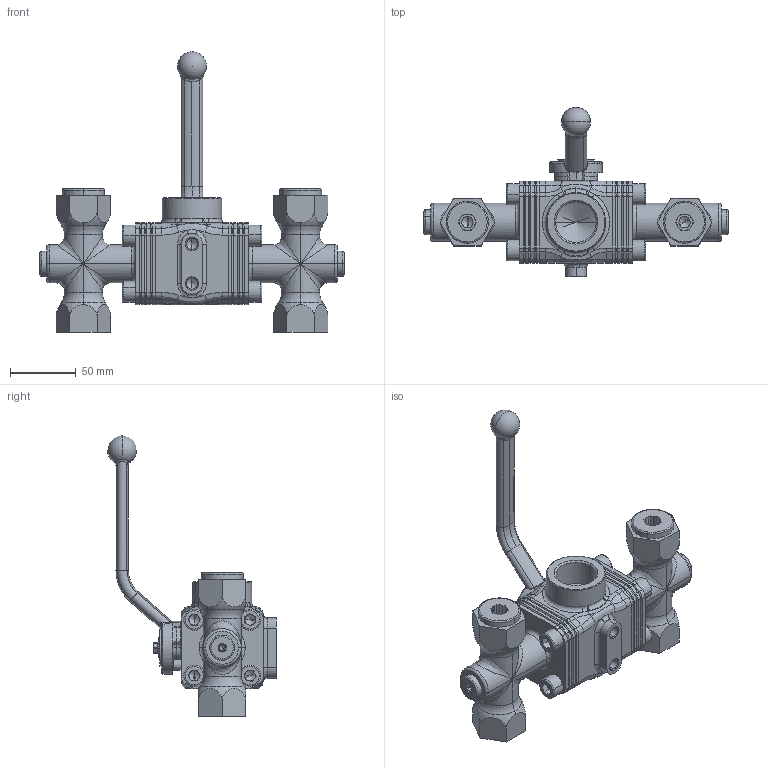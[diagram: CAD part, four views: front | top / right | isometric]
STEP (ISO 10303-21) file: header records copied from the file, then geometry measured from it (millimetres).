
FILE_DESCRIPTION (( 'STEP AP214' ), '1' );
FILE_NAME ('2700-B02-GF-A01-20-f+f-25+20-M4541.STEP', '2016-02-18T15:45:08', ( '' ), ( '' ), 'SwSTEP 2.0', 'SolidWorks 2014', '' );
FILE_SCHEMA (( 'AUTOMOTIVE_DESIGN' ));
Length unit declared in the file: millimetre
Products named in the file (3): 2700-B02-GF-A01-20-f+f-25+20-M4541; 2700B02GFA0115FF2015M4541-Hebel; 2700B01GFA0120FF2520M4541-Basis
Assembly tree (2 placements, depth 2):
  2700-B02-GF-A01-20-f+f-25+20-M4541
    2700B01GFA0120FF2520M4541-Basis
    2700B02GFA0115FF2015M4541-Hebel
Bounding box: 231 x 128.2 x 213 mm (x, y, z)
Volume: 568059.4 mm3; surface area: 143836.9 mm2
Topology: 22 solids, 22 shells, 1490 faces, 3578 edges, 2158 vertices
Faces by surface type: plane 595, cylinder 347, bspline 243, torus 177, cone 126, sphere 2
Entity records: 73741 total; most frequent: CARTESIAN_POINT 23786, ORIENTED_EDGE 7008, DIRECTION 6693, EDGE_CURVE 3504, AXIS2_PLACEMENT_3D 2442, VERTEX_POINT 2154, LINE 1809, VECTOR 1809
